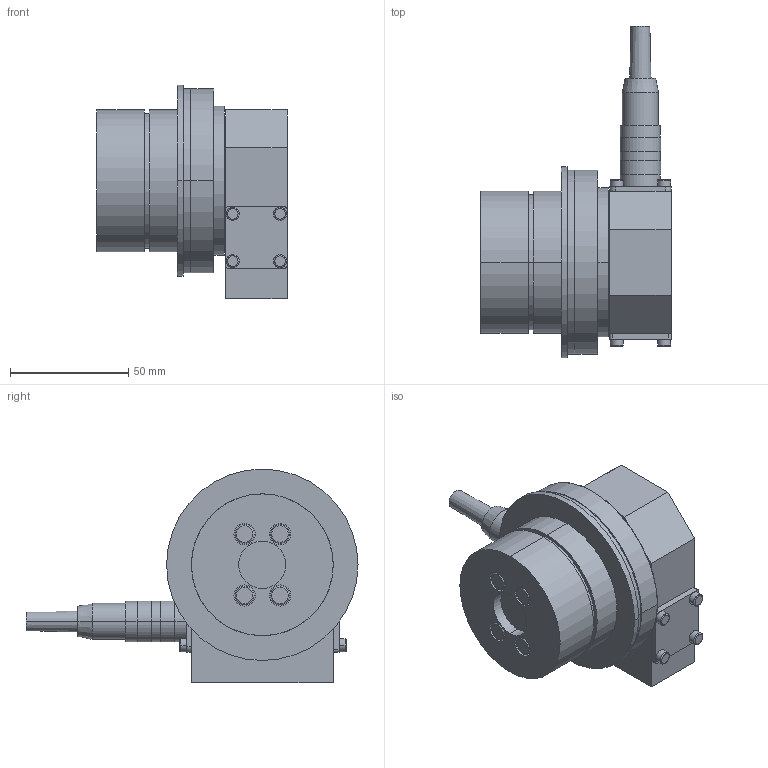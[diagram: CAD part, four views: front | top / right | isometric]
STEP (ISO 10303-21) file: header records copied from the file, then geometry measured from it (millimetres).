
FILE_DESCRIPTION((''),'2;1');
FILE_NAME('111025.1.stp','2014-01-15T10:37:24',(''),(''),'Mechanical Desktop 2009','Mechanical Desktop 2009',', , ');
FILE_SCHEMA(('CONFIG_CONTROL_DESIGN'));
Length unit declared in the file: millimetre
Products named in the file (26): R1110251; R51047; R1110253A; R1110253; I-6KT_SCHRAUBE_M5X8; I-6KT_SCHRAUBE_M5X8A; R1110254A; R1110254; RILLENKUGELLAGER_61812-YA; RILLENKUGELLAGER_61812-Y; SICHERUNGSRINGV_A60A; SICHERUNGSRINGV_A60; R0004193; R0004193A; SICHERUNGSRING_J78; SICHERUNGSRING_J78A; ZYLSTIFT4X12; ZYLSTIFT4X12A; GERÄTESTECKER_5POL_C091 31S005 100 2A; GERÄTESTECKER_5POL_C091 31S005 100 2; I-6KT_SCHRAUBE_M3X6A; I-6KT_SCHRAUBE_M3X6; KABELDOSE_MINI_5_POL; TEIL1A; R1110255; TEIL1
Assembly tree (39 placements, depth 3):
  R1110251
    R51047
    R1110253A
      R1110253
    I-6KT_SCHRAUBE_M5X8  x8
      I-6KT_SCHRAUBE_M5X8A
    R1110254A
      R1110254
    RILLENKUGELLAGER_61812-YA
      RILLENKUGELLAGER_61812-Y
    SICHERUNGSRINGV_A60A
      SICHERUNGSRINGV_A60
    R0004193
      R0004193A
    SICHERUNGSRING_J78
      SICHERUNGSRING_J78A
    ZYLSTIFT4X12
      ZYLSTIFT4X12A
    GERÄTESTECKER_5POL_C091 31S005 100 2A
      GERÄTESTECKER_5POL_C091 31S005 100 2
    I-6KT_SCHRAUBE_M3X6A  x8
      I-6KT_SCHRAUBE_M3X6
    KABELDOSE_MINI_5_POL
      TEIL1A
    R1110255
      TEIL1
Bounding box: 80.5 x 140.5 x 90.5 mm (x, y, z)
Volume: 257560.6 mm3; surface area: 96805.8 mm2
Topology: 27 solids, 28 shells, 532 faces, 1184 edges, 749 vertices
Faces by surface type: cylinder 262, plane 142, cone 86, torus 40, sphere 2
Entity records: 11286 total; most frequent: DIRECTION 2134, CARTESIAN_POINT 1881, ORIENTED_EDGE 1648, AXIS2_PLACEMENT_3D 895, EDGE_CURVE 824, VERTEX_POINT 539, EDGE_LOOP 493, CIRCLE 477
